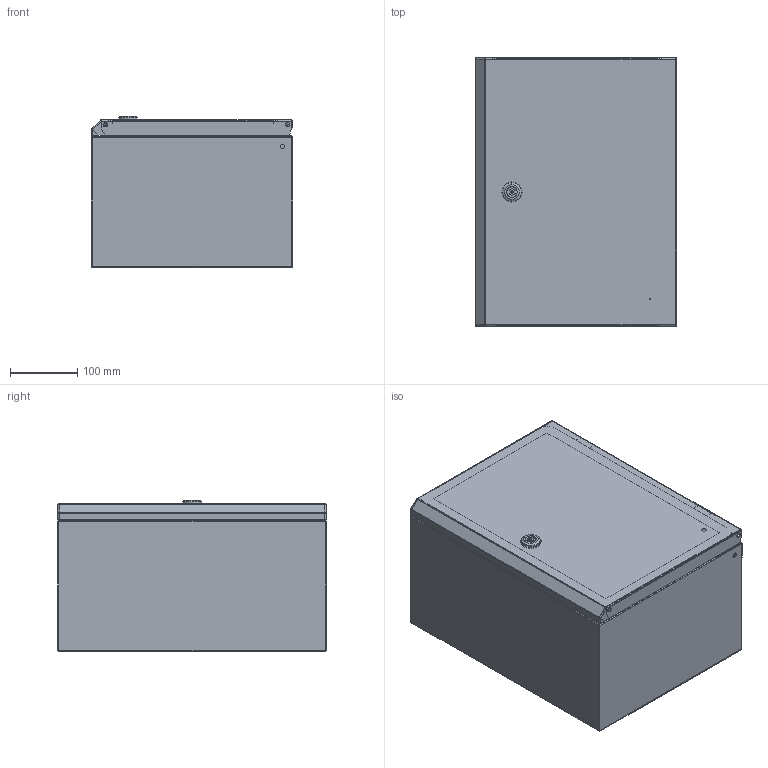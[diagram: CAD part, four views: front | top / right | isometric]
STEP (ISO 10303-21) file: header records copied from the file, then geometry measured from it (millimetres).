
FILE_DESCRIPTION (( 'STEP AP203' ), '1' );
FILE_NAME ('椗眅- 40.30.22 IP65 EKF PROxima.STEP', '2022-12-08T08:02:51', ( '' ), ( '' ), 'SwSTEP 2.0', 'SolidWorks 2021', '' );
FILE_SCHEMA (( 'CONFIG_CONTROL_DESIGN' ));
Length unit declared in the file: millimetre
Products named in the file (19): Øïèëüêà ïðèâàðíàÿ Ì6õ20 DIN 13918; Ïåòëÿ íà äâåðü ï-îáðàçíàÿ; Øïèëüêà Ì6õ12; ÌÈ-2018.01.00.001 Ñòåíêà âåðõíÿÿ_¡¥§ ä« ­æ ; ÌÈ-2018.01.00.001 Ñòåíêà âåðõíÿÿ; hex flange nut_din1_Hexagon Flange Nut DIN 6923 - M6 - N; ÓÊ íà äâåðü ÌÈ-454; ÌÈ-2018.00.00.001 Ïàíåëü ìîíòàæíàÿ; ÌÈ-2018.01.00.000 Êîðïóñ â ñáîðå_2603; Äâåðü â ñáîðå ÌÈ-454.02.00.000 ÑÁ; ÌÈ-2018.01.01.000 Ñòåíêà çàäíÿÿ â ñáîðå ; Îñü ïåòëè 4õ52_‚¨­â A.M4x0,5x40 ƒŽ‘’ 11644-75; ÌÈ-2018.01.01.001 Ñòåíêà çàäíÿÿ; countersunk flat head cross recess screw_din1_DIN EN ISO 7046-1 - M4 x 10 - Z - 10N; 椗眅- 40.30.22 IP65 EKF PROxima; rivet 02_din1_DIN 660-5x8-St-A-2; ﾄ粢 ﾌﾈ-454.02.00.001; Çàìîê áîëüøîé; Íàâåñêà íà êîðïóñ ïîä êëåïêó
Assembly tree (28 placements, depth 4):
  countersunk flat head cross recess screw_din1_DIN EN ISO 7046-1 - M4 x 10 - Z - 10N
  椗眅- 40.30.22 IP65 EKF PROxima
    ÌÈ-2018.01.00.000 Êîðïóñ â ñáîðå_2603
      ÌÈ-2018.01.01.000 Ñòåíêà çàäíÿÿ â ñáîðå 
        ÌÈ-2018.01.01.001 Ñòåíêà çàäíÿÿ
        Øïèëüêà Ì6õ12
        Øïèëüêà ïðèâàðíàÿ Ì6õ20 DIN 13918  x2
      ÌÈ-2018.01.00.001 Ñòåíêà âåðõíÿÿ
      ÌÈ-2018.01.00.001 Ñòåíêà âåðõíÿÿ_¡¥§ ä« ­æ 
    Äâåðü â ñáîðå ÌÈ-454.02.00.000 ÑÁ
      ﾄ粢 ﾌﾈ-454.02.00.001
      Çàìîê áîëüøîé
      ÓÊ íà äâåðü ÌÈ-454
      Ïåòëÿ íà äâåðü ï-îáðàçíàÿ  x2
      Øïèëüêà Ì6õ12
    hex flange nut_din1_Hexagon Flange Nut DIN 6923 - M6 - N  x4
    ÌÈ-2018.00.00.001 Ïàíåëü ìîíòàæíàÿ
    Íàâåñêà íà êîðïóñ ïîä êëåïêó  x2
    rivet 02_din1_DIN 660-5x8-St-A-2  x4
    Îñü ïåòëè 4õ52_‚¨­â A.M4x0,5x40 ƒŽ‘’ 11644-75  x2
Bounding box: 300 x 400 x 225.54 mm (x, y, z)
Volume: 838089.7 mm3; surface area: 1435931.9 mm2
Topology: 25 solids, 30 shells, 840 faces, 1872 edges, 1103 vertices
Faces by surface type: plane 446, cylinder 247, cone 58, bspline 53, torus 36
Entity records: 20891 total; most frequent: CARTESIAN_POINT 4825, DIRECTION 2885, ORIENTED_EDGE 2776, EDGE_CURVE 1388, AXIS2_PLACEMENT_3D 1002, VECTOR 881, LINE 881, VERTEX_POINT 827
